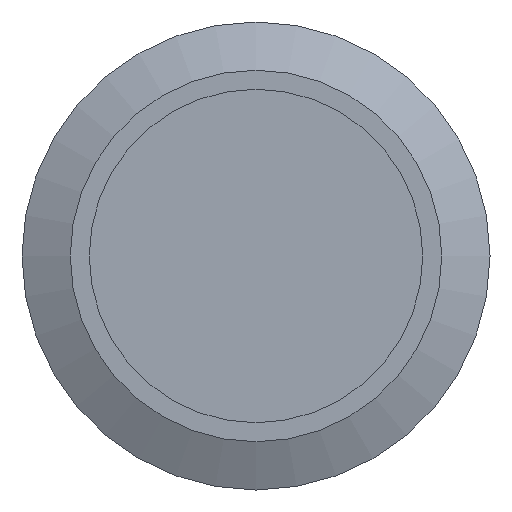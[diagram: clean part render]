
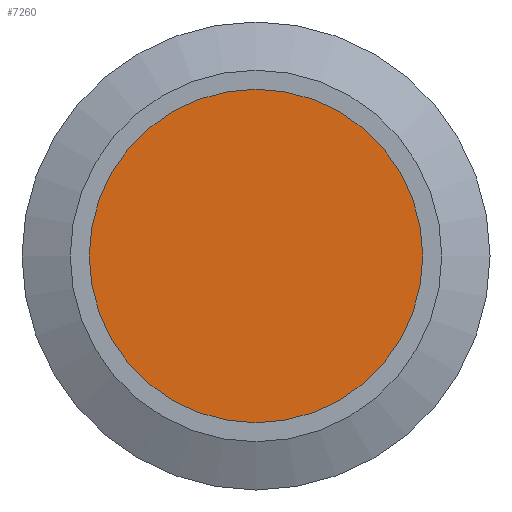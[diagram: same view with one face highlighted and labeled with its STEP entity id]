
A CAD part, left-side view. The second image highlights one B-rep face of the part: STEP entity #7260.
In plain terms, the highlighted planar face has unit normal (-1, 0, 0).
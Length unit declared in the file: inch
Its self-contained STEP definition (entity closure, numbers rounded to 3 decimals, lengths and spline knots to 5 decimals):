
#7235=CARTESIAN_POINT('',(-0.07874,0.0,0.0));
#7236=DIRECTION('',(1.0,0.0,0.0));
#7237=DIRECTION('',(0.0,0.0,1.0));
#7238=AXIS2_PLACEMENT_3D('',#7235,#7236,#7237);
#7239=PLANE('',#7238);
#7240=CARTESIAN_POINT('',(-0.07874,0.0,0.44882));
#7241=VERTEX_POINT('',#7240);
#7242=CARTESIAN_POINT('',(-0.07874,0.,-0.44882));
#7243=VERTEX_POINT('',#7242);
#7244=CARTESIAN_POINT('',(-0.07874,0.0,0.0));
#7245=DIRECTION('',(-1.0,0.0,0.0));
#7246=DIRECTION('',(0.0,0.0,1.0));
#7247=AXIS2_PLACEMENT_3D('',#7244,#7245,#7246);
#7248=CIRCLE('',#7247,0.44882);
#7249=EDGE_CURVE('',#7241,#7243,#7248,.T.);
#7250=ORIENTED_EDGE('',*,*,#7249,.T.);
#7251=CARTESIAN_POINT('',(-0.07874,0.0,0.0));
#7252=DIRECTION('',(-1.0,0.0,0.0));
#7253=DIRECTION('',(0.0,0.0,1.0));
#7254=AXIS2_PLACEMENT_3D('',#7251,#7252,#7253);
#7255=CIRCLE('',#7254,0.44882);
#7256=EDGE_CURVE('',#7243,#7241,#7255,.T.);
#7257=ORIENTED_EDGE('',*,*,#7256,.T.);
#7258=EDGE_LOOP('',(#7250,#7257));
#7259=FACE_OUTER_BOUND('',#7258,.T.);
#7260=ADVANCED_FACE('',(#7259),#7239,.F.);
